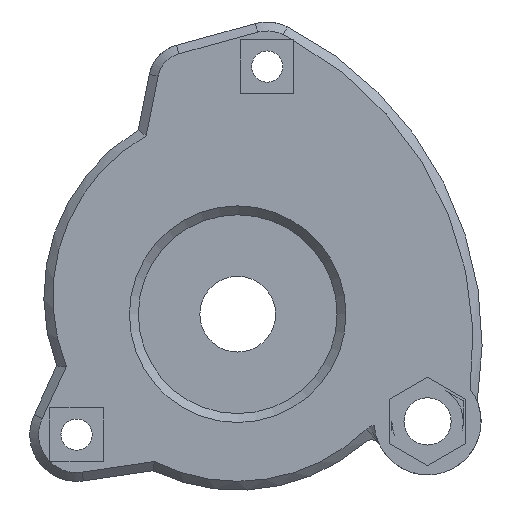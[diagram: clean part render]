
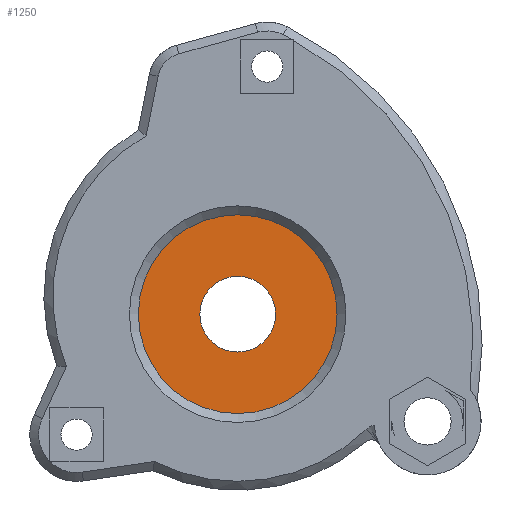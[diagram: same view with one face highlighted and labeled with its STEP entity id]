
A CAD part, front view. The second image highlights one B-rep face of the part: STEP entity #1250.
In plain terms, the highlighted planar face has unit normal (0, -1, 0).
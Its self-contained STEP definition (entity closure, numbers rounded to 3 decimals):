
#73=FACE_BOUND('',#206,.T.);
#119=FACE_OUTER_BOUND('',#205,.T.);
#205=EDGE_LOOP('',(#1032));
#206=EDGE_LOOP('',(#1033));
#504=CIRCLE('',#1382,11.15);
#505=CIRCLE('',#1384,4.25);
#608=VERTEX_POINT('',#2288);
#609=VERTEX_POINT('',#2292);
#762=EDGE_CURVE('',#608,#608,#504,.T.);
#763=EDGE_CURVE('',#609,#609,#505,.T.);
#1032=ORIENTED_EDGE('',*,*,#762,.F.);
#1033=ORIENTED_EDGE('',*,*,#763,.F.);
#1189=PLANE('',#1383);
#1250=ADVANCED_FACE('',(#119,#73),#1189,.T.);
#1382=AXIS2_PLACEMENT_3D('',#2290,#1675,#1676);
#1383=AXIS2_PLACEMENT_3D('',#2291,#1677,#1678);
#1384=AXIS2_PLACEMENT_3D('',#2293,#1679,#1680);
#1675=DIRECTION('center_axis',(0.,1.,0.));
#1676=DIRECTION('ref_axis',(1.,0.,0.));
#1677=DIRECTION('center_axis',(0.,-1.,0.));
#1678=DIRECTION('ref_axis',(1.,0.,0.));
#1679=DIRECTION('center_axis',(0.,-1.,0.));
#1680=DIRECTION('ref_axis',(-1.,0.,0.));
#2288=CARTESIAN_POINT('',(-546.052,-93.202,-340.18));
#2290=CARTESIAN_POINT('Origin',(-534.902,-93.202,-340.18));
#2291=CARTESIAN_POINT('Origin',(-532.853,-93.202,-333.664));
#2292=CARTESIAN_POINT('',(-530.652,-93.202,-340.18));
#2293=CARTESIAN_POINT('Origin',(-534.902,-93.202,-340.18));
